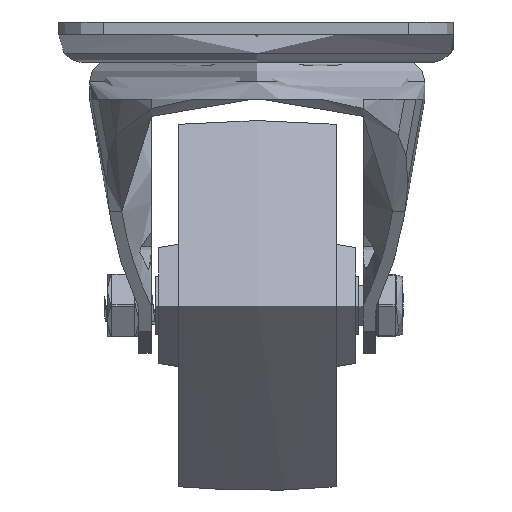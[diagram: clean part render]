
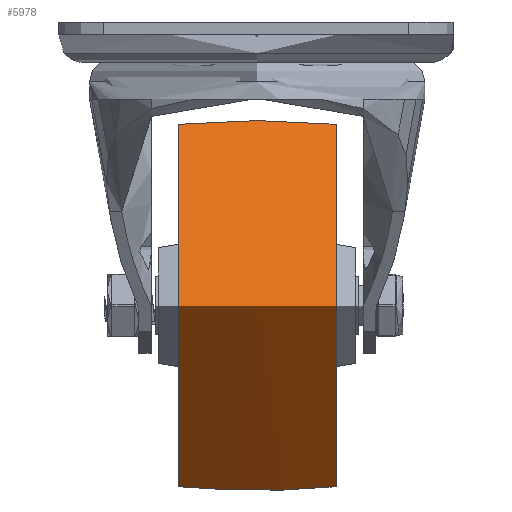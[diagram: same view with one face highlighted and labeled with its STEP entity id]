
A CAD part, left-side view. The second image highlights one B-rep face of the part: STEP entity #5978.
In plain terms, the highlighted free-form (B-spline) face has degree [2, 2] with [3, 9] control points.
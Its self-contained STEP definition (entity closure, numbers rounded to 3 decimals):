
#160=(
BOUNDED_SURFACE()
B_SPLINE_SURFACE(2,2,((#10530,#10531,#10532,#10533,#10534,#10535,#10536,
#10537,#10538),(#10539,#10540,#10541,#10542,#10543,#10544,#10545,#10546,
#10547),(#10548,#10549,#10550,#10551,#10552,#10553,#10554,#10555,#10556)),
 .UNSPECIFIED.,.F.,.T.,.F.)
B_SPLINE_SURFACE_WITH_KNOTS((3,3),(3,2,2,2,3),(-0.094,0.094),
(-3.142,-1.571,0.,1.571,3.142),
 .UNSPECIFIED.)
GEOMETRIC_REPRESENTATION_ITEM()
RATIONAL_B_SPLINE_SURFACE(((1.,0.707,1.,0.707,1.,
0.707,1.,0.707,1.),(0.996,0.704,
0.996,0.704,0.996,0.704,
0.996,0.704,0.996),(1.,0.707,
1.,0.707,1.,0.707,1.,0.707,1.)))
REPRESENTATION_ITEM('')
SURFACE()
);
#1559=FACE_OUTER_BOUND('',#1948,.T.);
#1948=EDGE_LOOP('',(#4735,#4736,#4737,#4738));
#2333=CIRCLE('',#6558,36.75);
#2334=CIRCLE('',#6559,171.042);
#2335=CIRCLE('',#6560,36.75);
#2748=VERTEX_POINT('',#10557);
#2749=VERTEX_POINT('',#10559);
#3453=EDGE_CURVE('',#2748,#2748,#2333,.T.);
#3454=EDGE_CURVE('',#2748,#2749,#2334,.T.);
#3455=EDGE_CURVE('',#2749,#2749,#2335,.T.);
#4735=ORIENTED_EDGE('',*,*,#3453,.F.);
#4736=ORIENTED_EDGE('',*,*,#3454,.T.);
#4737=ORIENTED_EDGE('',*,*,#3455,.T.);
#4738=ORIENTED_EDGE('',*,*,#3454,.F.);
#5978=ADVANCED_FACE('',(#1559),#160,.F.);
#6558=AXIS2_PLACEMENT_3D('',#10558,#7644,#7645);
#6559=AXIS2_PLACEMENT_3D('',#10560,#7646,#7647);
#6560=AXIS2_PLACEMENT_3D('',#10561,#7648,#7649);
#7644=DIRECTION('center_axis',(0.,1.,0.));
#7645=DIRECTION('ref_axis',(0.,0.,1.));
#7646=DIRECTION('center_axis',(-1.,0.,0.));
#7647=DIRECTION('ref_axis',(0.,0.,-1.));
#7648=DIRECTION('center_axis',(0.,1.,0.));
#7649=DIRECTION('ref_axis',(0.,0.,1.));
#10530=CARTESIAN_POINT('Ctrl Pts',(0.,-16.,-36.75));
#10531=CARTESIAN_POINT('Ctrl Pts',(-36.75,-16.,-36.75));
#10532=CARTESIAN_POINT('Ctrl Pts',(-36.75,-16.,0.));
#10533=CARTESIAN_POINT('Ctrl Pts',(-36.75,-16.,36.75));
#10534=CARTESIAN_POINT('Ctrl Pts',(0.,-16.,36.75));
#10535=CARTESIAN_POINT('Ctrl Pts',(36.75,-16.,36.75));
#10536=CARTESIAN_POINT('Ctrl Pts',(36.75,-16.,0.));
#10537=CARTESIAN_POINT('Ctrl Pts',(36.75,-16.,-36.75));
#10538=CARTESIAN_POINT('Ctrl Pts',(0.,-16.,-36.75));
#10539=CARTESIAN_POINT('Ctrl Pts',(0.,0.,-38.253));
#10540=CARTESIAN_POINT('Ctrl Pts',(-38.253,0.,-38.253));
#10541=CARTESIAN_POINT('Ctrl Pts',(-38.253,0.,0.));
#10542=CARTESIAN_POINT('Ctrl Pts',(-38.253,0.,38.253));
#10543=CARTESIAN_POINT('Ctrl Pts',(0.,0.,38.253));
#10544=CARTESIAN_POINT('Ctrl Pts',(38.253,0.,38.253));
#10545=CARTESIAN_POINT('Ctrl Pts',(38.253,0.,0.));
#10546=CARTESIAN_POINT('Ctrl Pts',(38.253,0.,-38.253));
#10547=CARTESIAN_POINT('Ctrl Pts',(0.,0.,-38.253));
#10548=CARTESIAN_POINT('Ctrl Pts',(0.,16.,-36.75));
#10549=CARTESIAN_POINT('Ctrl Pts',(-36.75,16.,-36.75));
#10550=CARTESIAN_POINT('Ctrl Pts',(-36.75,16.,0.));
#10551=CARTESIAN_POINT('Ctrl Pts',(-36.75,16.,36.75));
#10552=CARTESIAN_POINT('Ctrl Pts',(0.,16.,36.75));
#10553=CARTESIAN_POINT('Ctrl Pts',(36.75,16.,36.75));
#10554=CARTESIAN_POINT('Ctrl Pts',(36.75,16.,0.));
#10555=CARTESIAN_POINT('Ctrl Pts',(36.75,16.,-36.75));
#10556=CARTESIAN_POINT('Ctrl Pts',(0.,16.,-36.75));
#10557=CARTESIAN_POINT('',(0.,16.,-36.75));
#10558=CARTESIAN_POINT('Origin',(0.,16.,0.));
#10559=CARTESIAN_POINT('',(0.,-16.,-36.75));
#10560=CARTESIAN_POINT('Origin',(0.,0.,
133.542));
#10561=CARTESIAN_POINT('Origin',(0.,-16.,0.));
